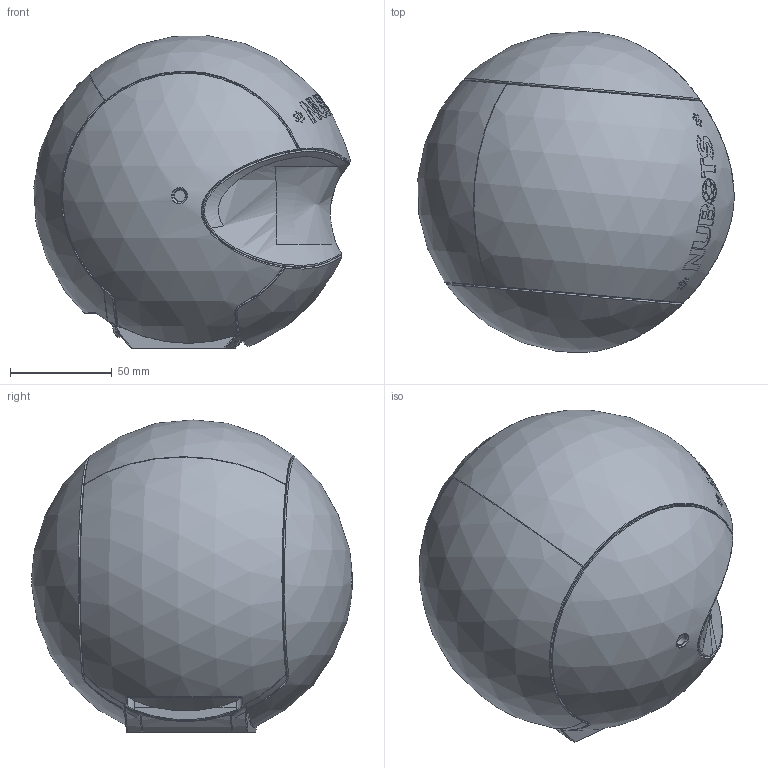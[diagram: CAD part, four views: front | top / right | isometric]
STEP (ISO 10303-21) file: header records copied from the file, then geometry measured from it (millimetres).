
FILE_DESCRIPTION(/* description */ (''),/* implementation_level */ '2;1');
FILE_NAME(/* name */ 'Head Skin.step',/* time_stamp */ '2017-06-24T12:00:22+10:00',/* author */ (''),/* organization */ (''),/* preprocessor_version */ 'ST-DEVELOPER v16.13',/* originating_system */ 'Autodesk Translation Framework v6.1.1.50',/* authorisation */ '');
FILE_SCHEMA (('AUTOMOTIVE_DESIGN { 1 0 10303 214 3 1 1 }'));
Length unit declared in the file: millimetre
Products named in the file (1): Head v4
Bounding box: 155.63 x 157.89 x 153.61 mm (x, y, z)
Volume: 1963326.9 mm3; surface area: 86779 mm2
Topology: 1 solids, 1 shells, 518 faces, 1446 edges, 932 vertices
Faces by surface type: plane 171, cylinder 136, bspline 114, sphere 55, torus 36, cone 6
Full cylindrical faces by diameter (mm): 2.109 x1, 2.135 x1, 5.6 x2
Entity records: 35888 total; most frequent: CARTESIAN_POINT 23257, ORIENTED_EDGE 2832, DIRECTION 2506, EDGE_CURVE 1414, AXIS2_PLACEMENT_3D 1071, VERTEX_POINT 928, EDGE_LOOP 554, CIRCLE 538
